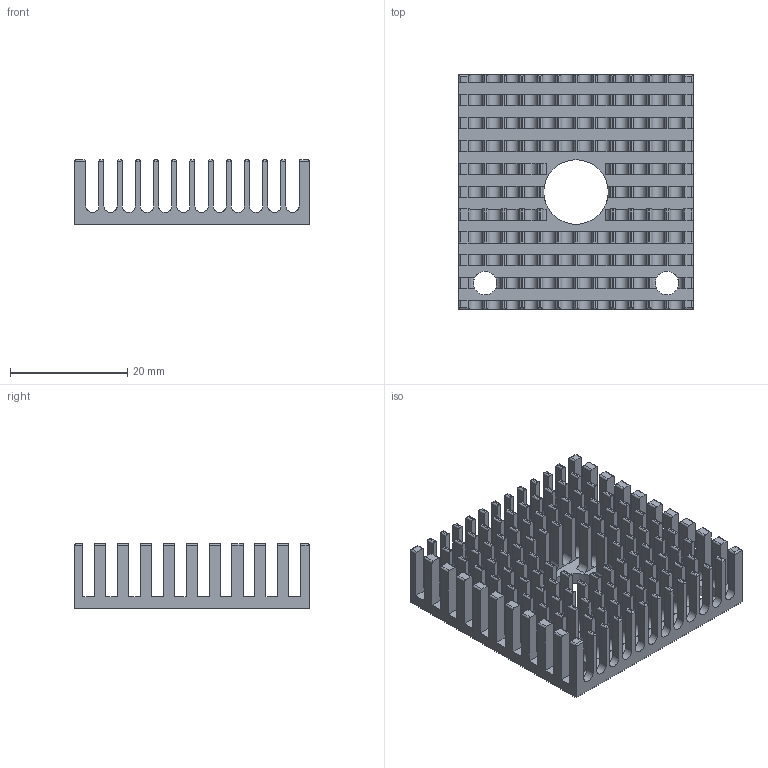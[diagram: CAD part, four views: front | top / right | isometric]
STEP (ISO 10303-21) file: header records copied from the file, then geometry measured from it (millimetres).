
FILE_DESCRIPTION(/* description */ (''),/* implementation_level */ '2;1');
FILE_NAME(/* name */ 'nema 17 Heatsink 40x40x11 v4.step',/* time_stamp */ '2018-11-17T12:12:24+01:00',/* author */ ('kolcakmilan'),/* organization */ (''),/* preprocessor_version */ 'ST-DEVELOPER v17.2',/* originating_system */ 'Autodesk Translation Framework v7.6.0.251',/* authorisation */ '');
FILE_SCHEMA (('AUTOMOTIVE_DESIGN { 1 0 10303 214 3 1 1 }'));
Length unit declared in the file: millimetre
Products named in the file (2): nema 17 Heatsink 40x40x11; heatsink
Assembly tree (1 placements, depth 2):
  nema 17 Heatsink 40x40x11
    heatsink
Bounding box: 40 x 40 x 11 mm (x, y, z)
Volume: 5248.7 mm3; surface area: 9955.1 mm2
Topology: 1 solids, 1 shells, 1048 faces, 2887 edges, 1838 vertices
Faces by surface type: plane 629, cylinder 419
Full cylindrical faces by diameter (mm): 4 x2, 11 x1
Entity records: 33381 total; most frequent: DIRECTION 5977, CARTESIAN_POINT 5825, ORIENTED_EDGE 5774, EDGE_CURVE 2887, AXIS2_PLACEMENT_3D 2048, LINE 1881, VECTOR 1881, VERTEX_POINT 1838
